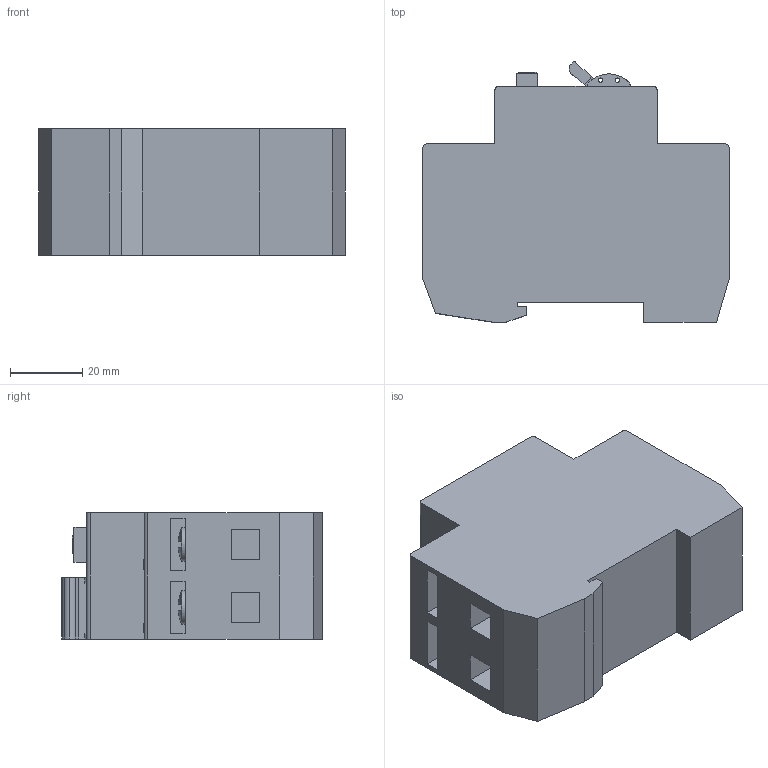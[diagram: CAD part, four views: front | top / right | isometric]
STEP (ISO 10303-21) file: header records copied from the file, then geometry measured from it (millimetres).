
FILE_DESCRIPTION (( 'STEP AP214' ), '1' );
FILE_NAME ('Rtec 489 (Single Pole) - (Altec).STEP', '2016-09-26T13:41:24', ( '' ), ( '' ), 'SwSTEP 2.0', 'SolidWorks 2016', '' );
FILE_SCHEMA (( 'AUTOMOTIVE_DESIGN' ));
Length unit declared in the file: millimetre
Products named in the file (1): Rtec 489 (Single Pole) - (Altec)
Bounding box: 85 x 72.42 x 35 mm (x, y, z)
Volume: 156491.1 mm3; surface area: 25076.2 mm2
Topology: 1 solids, 1 shells, 306 faces, 831 edges, 550 vertices
Faces by surface type: plane 200, bspline 72, cylinder 34
Entity records: 11713 total; most frequent: CARTESIAN_POINT 3100, ORIENTED_EDGE 1662, DIRECTION 1291, EDGE_CURVE 831, VECTOR 553, LINE 553, VERTEX_POINT 550, AXIS2_PLACEMENT_3D 369
